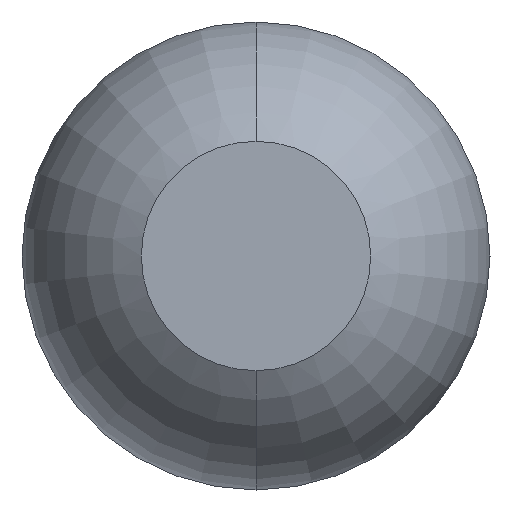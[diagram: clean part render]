
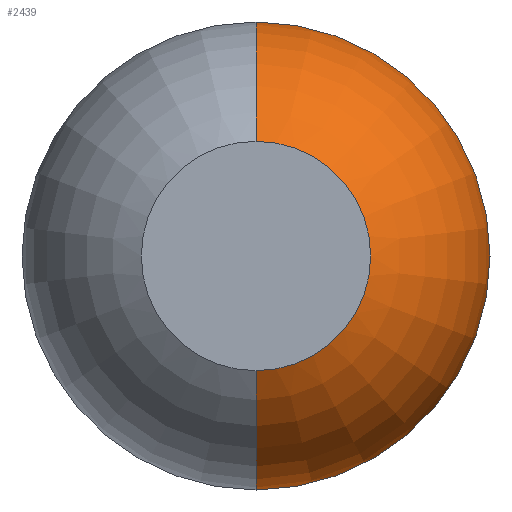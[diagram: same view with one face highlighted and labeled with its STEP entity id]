
A CAD part, front view. The second image highlights one B-rep face of the part: STEP entity #2439.
In plain terms, the highlighted toroidal (fillet/blend) face has major radius 0.01 mm and minor radius 0.5 mm.
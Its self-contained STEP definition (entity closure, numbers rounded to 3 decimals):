
#79 = FACE_OUTER_BOUND ( 'NONE', #3721, .T. ) ;
#127 = CARTESIAN_POINT ( 'NONE',  ( 0., -24.961, 0. ) ) ;
#225 = ORIENTED_EDGE ( 'NONE', *, *, #460, .T. ) ;
#362 = CIRCLE ( 'NONE', #420, 0.5 ) ;
#420 = AXIS2_PLACEMENT_3D ( 'NONE', #2211, #514, #2512 ) ;
#460 = EDGE_CURVE ( 'Defeature ausgef�hrt1_0+Defeature ausgef�hrt1_6+Defeature ausgef�hrt1_6+Defeature ausgef�hrt1_6', #1957, #2657, #1187, .T. ) ;
#514 = DIRECTION ( 'NONE',  ( 1., 0., 0. ) ) ;
#528 = EDGE_CURVE ( 'NONE', #1957, #1915, #2966, .T. ) ;
#560 = DIRECTION ( 'NONE',  ( 0., 1., 0. ) ) ;
#632 = AXIS2_PLACEMENT_3D ( 'NONE', #1858, #2463, #747 ) ;
#651 = ORIENTED_EDGE ( 'NONE', *, *, #3134, .T. ) ;
#719 = DIRECTION ( 'NONE',  ( 0., 0., -1. ) ) ;
#747 = DIRECTION ( 'NONE',  ( 0., 0., 1. ) ) ;
#1187 = CIRCLE ( 'NONE', #3441, 0.51 ) ;
#1189 = DIRECTION ( 'NONE',  ( 0., -1., 0. ) ) ;
#1657 = DIRECTION ( 'NONE',  ( 0., 0., 1. ) ) ;
#1689 = CIRCLE ( 'NONE', #3235, 0.25 ) ;
#1835 = DIRECTION ( 'NONE',  ( 0., -1., 0. ) ) ;
#1858 = CARTESIAN_POINT ( 'NONE',  ( 0., -24.961, -0.01 ) ) ;
#1915 = VERTEX_POINT ( 'NONE', #3303 ) ;
#1957 = VERTEX_POINT ( 'NONE', #3355 ) ;
#1995 = ORIENTED_EDGE ( 'NONE', *, *, #2703, .T. ) ;
#2211 = CARTESIAN_POINT ( 'NONE',  ( 0., -24.961, 0.01 ) ) ;
#2306 = CARTESIAN_POINT ( 'NONE',  ( 0., -24.961, 0. ) ) ;
#2439 = ADVANCED_FACE ( 'Defeature ausgef�hrt1_0', ( #79 ), #2771, .T. ) ;
#2463 = DIRECTION ( 'NONE',  ( -1., 0., 0. ) ) ;
#2512 = DIRECTION ( 'NONE',  ( 0., 0., -1. ) ) ;
#2657 = VERTEX_POINT ( 'NONE', #3613 ) ;
#2703 = EDGE_CURVE ( 'NONE', #2657, #3646, #362, .T. ) ;
#2771 = TOROIDAL_SURFACE ( 'NONE', #3304, 0.01, 0.5 ) ;
#2805 = CARTESIAN_POINT ( 'NONE',  ( 0., -25.4, 0. ) ) ;
#2871 = DIRECTION ( 'NONE',  ( 0., 0., -1. ) ) ;
#2966 = CIRCLE ( 'NONE', #632, 0.5 ) ;
#3134 = EDGE_CURVE ( 'Defeature ausgef�hrt1_0+Defeature ausgef�hrt1_14+Defeature ausgef�hrt1_14+Defeature ausgef�hrt1_14', #3646, #1915, #1689, .T. ) ;
#3235 = AXIS2_PLACEMENT_3D ( 'NONE', #2805, #560, #1657 ) ;
#3303 = CARTESIAN_POINT ( 'NONE',  ( 0., -25.4, -0.25 ) ) ;
#3304 = AXIS2_PLACEMENT_3D ( 'NONE', #2306, #1189, #2871 ) ;
#3355 = CARTESIAN_POINT ( 'NONE',  ( 0., -24.961, -0.51 ) ) ;
#3375 = CARTESIAN_POINT ( 'NONE',  ( 0., -25.4, 0.25 ) ) ;
#3441 = AXIS2_PLACEMENT_3D ( 'NONE', #127, #1835, #719 ) ;
#3613 = CARTESIAN_POINT ( 'NONE',  ( 0., -24.961, 0.51 ) ) ;
#3646 = VERTEX_POINT ( 'NONE', #3375 ) ;
#3672 = ORIENTED_EDGE ( 'NONE', *, *, #528, .F. ) ;
#3721 = EDGE_LOOP ( 'NONE', ( #225, #1995, #651, #3672 ) ) ;
